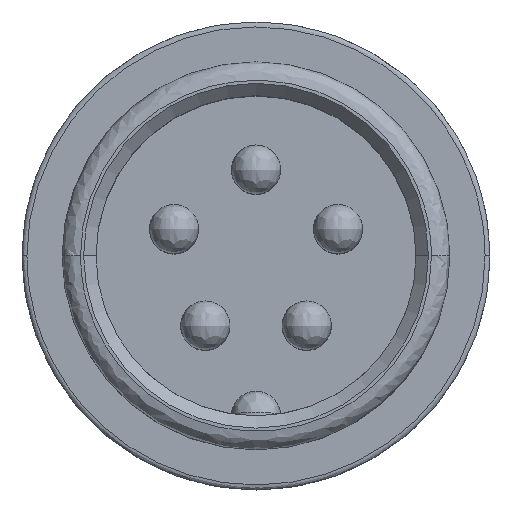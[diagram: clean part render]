
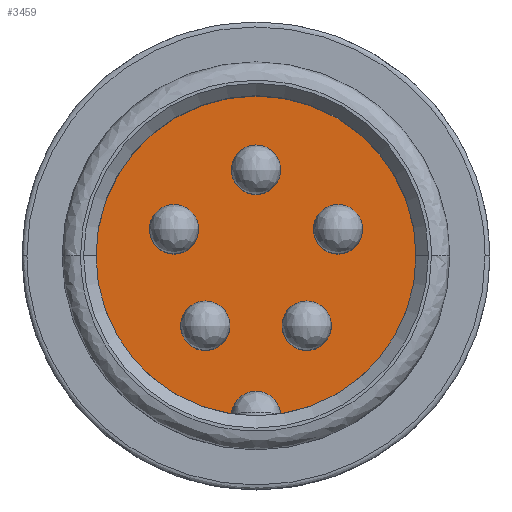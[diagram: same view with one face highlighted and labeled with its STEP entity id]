
A CAD part, top view. The second image highlights one B-rep face of the part: STEP entity #3459.
In plain terms, the highlighted planar face has unit normal (0, 0, 1).
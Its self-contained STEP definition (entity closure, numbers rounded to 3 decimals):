
#10 = DIRECTION ( 'NONE',  ( 1., 0., 0. ) ) ;
#18 = AXIS2_PLACEMENT_3D ( 'NONE', #4835, #2400, #10 ) ;
#45 = ORIENTED_EDGE ( 'NONE', *, *, #4117, .T. ) ;
#53 = AXIS2_PLACEMENT_3D ( 'NONE', #2114, #1861, #1752 ) ;
#162 = AXIS2_PLACEMENT_3D ( 'NONE', #877, #3700, #1271 ) ;
#188 = CARTESIAN_POINT ( 'NONE',  ( -3.329, 1.082, -2.8 ) ) ;
#189 = AXIS2_PLACEMENT_3D ( 'NONE', #3111, #698, #3515 ) ;
#246 = CARTESIAN_POINT ( 'NONE',  ( 0., 0., -2.8 ) ) ;
#333 = EDGE_CURVE ( 'NONE', #4815, #1446, #4467, .T. ) ;
#423 = DIRECTION ( 'NONE',  ( 0., 0., 1. ) ) ;
#457 = FACE_BOUND ( 'NONE', #4986, .T. ) ;
#588 = EDGE_CURVE ( 'NONE', #4363, #4306, #2814, .T. ) ;
#602 = DIRECTION ( 'NONE',  ( 1., 0., 0. ) ) ;
#642 = DIRECTION ( 'NONE',  ( 0., 0., -1. ) ) ;
#652 = DIRECTION ( 'NONE',  ( -1., 0., 0. ) ) ;
#656 = DIRECTION ( 'NONE',  ( 0., 0., -1. ) ) ;
#661 = EDGE_CURVE ( 'NONE', #3993, #4256, #1561, .T. ) ;
#680 = CARTESIAN_POINT ( 'NONE',  ( -6.5, 0., -2.8 ) ) ;
#698 = DIRECTION ( 'NONE',  ( 0., 0., 1. ) ) ;
#748 = ORIENTED_EDGE ( 'NONE', *, *, #948, .T. ) ;
#784 = ORIENTED_EDGE ( 'NONE', *, *, #3822, .T. ) ;
#822 = AXIS2_PLACEMENT_3D ( 'NONE', #4446, #2026, #4852 ) ;
#852 = EDGE_CURVE ( 'NONE', #4306, #4363, #4708, .T. ) ;
#867 = EDGE_CURVE ( 'NONE', #3783, #2644, #4589, .T. ) ;
#877 = CARTESIAN_POINT ( 'NONE',  ( 0., 0., -2.8 ) ) ;
#888 = ORIENTED_EDGE ( 'NONE', *, *, #1680, .T. ) ;
#936 = FACE_BOUND ( 'NONE', #3164, .T. ) ;
#948 = EDGE_CURVE ( 'NONE', #1705, #1454, #1360, .T. ) ;
#1075 = DIRECTION ( 'NONE',  ( 0., 0., 1. ) ) ;
#1085 = CARTESIAN_POINT ( 'NONE',  ( 3.329, 1.082, -2.8 ) ) ;
#1136 = EDGE_CURVE ( 'NONE', #5130, #2261, #3088, .T. ) ;
#1250 = CIRCLE ( 'NONE', #2313, 1. ) ;
#1271 = DIRECTION ( 'NONE',  ( -1., 0., 0. ) ) ;
#1318 = ORIENTED_EDGE ( 'NONE', *, *, #5019, .T. ) ;
#1360 = CIRCLE ( 'NONE', #1623, 1. ) ;
#1429 = AXIS2_PLACEMENT_3D ( 'NONE', #3494, #1075, #3900 ) ;
#1446 = VERTEX_POINT ( 'NONE', #3193 ) ;
#1452 = CARTESIAN_POINT ( 'NONE',  ( 0., 3.5, -2.8 ) ) ;
#1454 = VERTEX_POINT ( 'NONE', #2809 ) ;
#1455 = ORIENTED_EDGE ( 'NONE', *, *, #852, .T. ) ;
#1463 = EDGE_LOOP ( 'NONE', ( #2262, #888 ) ) ;
#1488 = DIRECTION ( 'NONE',  ( 1., 0., 0. ) ) ;
#1501 = FACE_BOUND ( 'NONE', #1463, .T. ) ;
#1561 = CIRCLE ( 'NONE', #1429, 1. ) ;
#1586 = CIRCLE ( 'NONE', #4850, 6.5 ) ;
#1623 = AXIS2_PLACEMENT_3D ( 'NONE', #4067, #1647, #4476 ) ;
#1647 = DIRECTION ( 'NONE',  ( 0., 0., -1. ) ) ;
#1669 = VERTEX_POINT ( 'NONE', #3442 ) ;
#1672 = EDGE_CURVE ( 'NONE', #3993, #1669, #1586, .T. ) ;
#1680 = EDGE_CURVE ( 'NONE', #1446, #4815, #4547, .T. ) ;
#1705 = VERTEX_POINT ( 'NONE', #2224 ) ;
#1752 = DIRECTION ( 'NONE',  ( 1., 0., 0. ) ) ;
#1810 = AXIS2_PLACEMENT_3D ( 'NONE', #4727, #642, #2695 ) ;
#1835 = ORIENTED_EDGE ( 'NONE', *, *, #661, .F. ) ;
#1861 = DIRECTION ( 'NONE',  ( 0., 0., -1. ) ) ;
#1863 = DIRECTION ( 'NONE',  ( 1., 0., 0. ) ) ;
#1948 = ORIENTED_EDGE ( 'NONE', *, *, #2935, .T. ) ;
#2009 = AXIS2_PLACEMENT_3D ( 'NONE', #188, #2991, #602 ) ;
#2026 = DIRECTION ( 'NONE',  ( 0., 0., -1. ) ) ;
#2108 = CARTESIAN_POINT ( 'NONE',  ( 1.057, -2.832, -2.8 ) ) ;
#2114 = CARTESIAN_POINT ( 'NONE',  ( 0., 3.5, -2.8 ) ) ;
#2202 = EDGE_LOOP ( 'NONE', ( #784, #4464 ) ) ;
#2224 = CARTESIAN_POINT ( 'NONE',  ( -4.329, 1.082, -2.8 ) ) ;
#2261 = VERTEX_POINT ( 'NONE', #2988 ) ;
#2262 = ORIENTED_EDGE ( 'NONE', *, *, #333, .T. ) ;
#2271 = PLANE ( 'NONE',  #189 ) ;
#2286 = DIRECTION ( 'NONE',  ( 0., 0., -1. ) ) ;
#2313 = AXIS2_PLACEMENT_3D ( 'NONE', #3061, #656, #3470 ) ;
#2380 = EDGE_CURVE ( 'NONE', #2644, #3783, #1250, .T. ) ;
#2400 = DIRECTION ( 'NONE',  ( 0., 0., -1. ) ) ;
#2570 = FACE_BOUND ( 'NONE', #2202, .T. ) ;
#2644 = VERTEX_POINT ( 'NONE', #2863 ) ;
#2695 = DIRECTION ( 'NONE',  ( 1., 0., 0. ) ) ;
#2696 = AXIS2_PLACEMENT_3D ( 'NONE', #4712, #2286, #5127 ) ;
#2773 = ORIENTED_EDGE ( 'NONE', *, *, #588, .T. ) ;
#2777 = CARTESIAN_POINT ( 'NONE',  ( -0.997, -6.423, -2.8 ) ) ;
#2809 = CARTESIAN_POINT ( 'NONE',  ( -2.329, 1.082, -2.8 ) ) ;
#2814 = CIRCLE ( 'NONE', #1810, 1. ) ;
#2819 = CARTESIAN_POINT ( 'NONE',  ( 0., 0., -2.8 ) ) ;
#2849 = EDGE_LOOP ( 'NONE', ( #4127, #4555 ) ) ;
#2863 = CARTESIAN_POINT ( 'NONE',  ( 3.057, -2.832, -2.8 ) ) ;
#2935 = EDGE_CURVE ( 'NONE', #3465, #4256, #4497, .T. ) ;
#2936 = CIRCLE ( 'NONE', #3282, 1. ) ;
#2988 = CARTESIAN_POINT ( 'NONE',  ( 4.329, 1.082, -2.8 ) ) ;
#2991 = DIRECTION ( 'NONE',  ( 0., 0., -1. ) ) ;
#3054 = DIRECTION ( 'NONE',  ( 0., 0., 1. ) ) ;
#3061 = CARTESIAN_POINT ( 'NONE',  ( 2.057, -2.832, -2.8 ) ) ;
#3088 = CIRCLE ( 'NONE', #2696, 1. ) ;
#3111 = CARTESIAN_POINT ( 'NONE',  ( 0., 0., -2.8 ) ) ;
#3164 = EDGE_LOOP ( 'NONE', ( #2773, #1455 ) ) ;
#3193 = CARTESIAN_POINT ( 'NONE',  ( -1., 3.5, -2.8 ) ) ;
#3239 = DIRECTION ( 'NONE',  ( -1., 0., 0. ) ) ;
#3264 = CARTESIAN_POINT ( 'NONE',  ( -1.057, -2.832, -2.8 ) ) ;
#3282 = AXIS2_PLACEMENT_3D ( 'NONE', #1085, #3909, #1488 ) ;
#3442 = CARTESIAN_POINT ( 'NONE',  ( 6.5, 0., -2.8 ) ) ;
#3459 = ADVANCED_FACE ( 'NONE', ( #4722, #457, #1501, #2570, #936, #3524 ), #2271, .T. ) ;
#3465 = VERTEX_POINT ( 'NONE', #680 ) ;
#3470 = DIRECTION ( 'NONE',  ( 1., 0., 0. ) ) ;
#3494 = CARTESIAN_POINT ( 'NONE',  ( 0., -6.5, -2.8 ) ) ;
#3515 = DIRECTION ( 'NONE',  ( 1., 0., 0. ) ) ;
#3524 = FACE_OUTER_BOUND ( 'NONE', #3748, .T. ) ;
#3700 = DIRECTION ( 'NONE',  ( 0., 0., 1. ) ) ;
#3748 = EDGE_LOOP ( 'NONE', ( #1835, #5195, #1318, #1948 ) ) ;
#3783 = VERTEX_POINT ( 'NONE', #2108 ) ;
#3822 = EDGE_CURVE ( 'NONE', #2261, #5130, #2936, .T. ) ;
#3900 = DIRECTION ( 'NONE',  ( 1., 0., 0. ) ) ;
#3909 = DIRECTION ( 'NONE',  ( 0., 0., -1. ) ) ;
#3993 = VERTEX_POINT ( 'NONE', #4544 ) ;
#4016 = CARTESIAN_POINT ( 'NONE',  ( 1., 3.5, -2.8 ) ) ;
#4067 = CARTESIAN_POINT ( 'NONE',  ( -3.329, 1.082, -2.8 ) ) ;
#4096 = CARTESIAN_POINT ( 'NONE',  ( 2.329, 1.082, -2.8 ) ) ;
#4117 = EDGE_CURVE ( 'NONE', #1454, #1705, #4147, .T. ) ;
#4127 = ORIENTED_EDGE ( 'NONE', *, *, #2380, .T. ) ;
#4147 = CIRCLE ( 'NONE', #2009, 1. ) ;
#4256 = VERTEX_POINT ( 'NONE', #2777 ) ;
#4288 = DIRECTION ( 'NONE',  ( 0., 0., -1. ) ) ;
#4306 = VERTEX_POINT ( 'NONE', #4428 ) ;
#4363 = VERTEX_POINT ( 'NONE', #3264 ) ;
#4428 = CARTESIAN_POINT ( 'NONE',  ( -3.057, -2.832, -2.8 ) ) ;
#4446 = CARTESIAN_POINT ( 'NONE',  ( 2.057, -2.832, -2.8 ) ) ;
#4464 = ORIENTED_EDGE ( 'NONE', *, *, #1136, .T. ) ;
#4467 = CIRCLE ( 'NONE', #53, 1. ) ;
#4476 = DIRECTION ( 'NONE',  ( 1., 0., 0. ) ) ;
#4497 = CIRCLE ( 'NONE', #162, 6.5 ) ;
#4544 = CARTESIAN_POINT ( 'NONE',  ( 0.997, -6.423, -2.8 ) ) ;
#4547 = CIRCLE ( 'NONE', #5103, 1. ) ;
#4555 = ORIENTED_EDGE ( 'NONE', *, *, #867, .T. ) ;
#4589 = CIRCLE ( 'NONE', #822, 1. ) ;
#4708 = CIRCLE ( 'NONE', #18, 1. ) ;
#4712 = CARTESIAN_POINT ( 'NONE',  ( 3.329, 1.082, -2.8 ) ) ;
#4722 = FACE_BOUND ( 'NONE', #2849, .T. ) ;
#4727 = CARTESIAN_POINT ( 'NONE',  ( -2.057, -2.832, -2.8 ) ) ;
#4815 = VERTEX_POINT ( 'NONE', #4016 ) ;
#4835 = CARTESIAN_POINT ( 'NONE',  ( -2.057, -2.832, -2.8 ) ) ;
#4850 = AXIS2_PLACEMENT_3D ( 'NONE', #246, #3054, #652 ) ;
#4852 = DIRECTION ( 'NONE',  ( 1., 0., 0. ) ) ;
#4860 = AXIS2_PLACEMENT_3D ( 'NONE', #2819, #423, #3239 ) ;
#4986 = EDGE_LOOP ( 'NONE', ( #45, #748 ) ) ;
#5019 = EDGE_CURVE ( 'NONE', #1669, #3465, #5170, .T. ) ;
#5103 = AXIS2_PLACEMENT_3D ( 'NONE', #1452, #4288, #1863 ) ;
#5127 = DIRECTION ( 'NONE',  ( 1., 0., 0. ) ) ;
#5130 = VERTEX_POINT ( 'NONE', #4096 ) ;
#5170 = CIRCLE ( 'NONE', #4860, 6.5 ) ;
#5195 = ORIENTED_EDGE ( 'NONE', *, *, #1672, .T. ) ;
